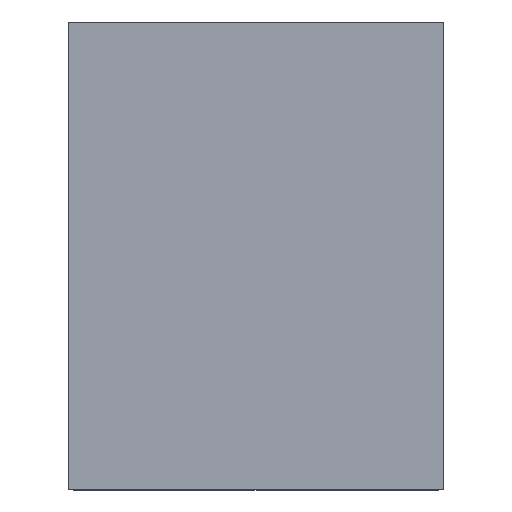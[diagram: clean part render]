
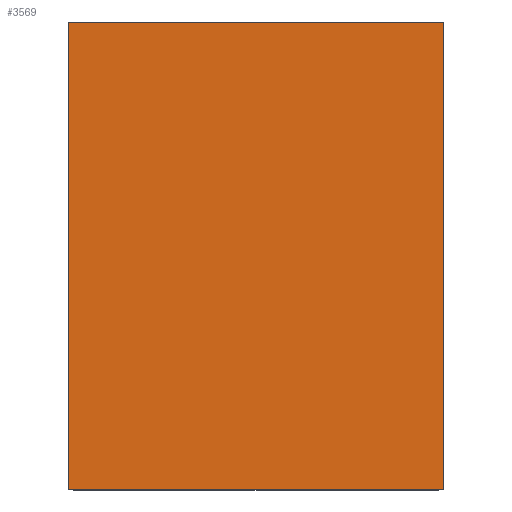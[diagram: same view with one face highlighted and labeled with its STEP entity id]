
A CAD part, top view. The second image highlights one B-rep face of the part: STEP entity #3569.
In plain terms, the highlighted face is planar.
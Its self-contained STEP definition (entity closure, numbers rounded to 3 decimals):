
#1083=DIRECTION('',(0.,0.,1.));
#1084=VECTOR('',#1083,5.);
#1085=CARTESIAN_POINT('',(-2.,0.75,-2.5));
#1086=LINE('',#1085,#1084);
#1090=DIRECTION('',(-1.,0.,0.));
#1091=VECTOR('',#1090,4.);
#1092=CARTESIAN_POINT('',(2.,0.75,-2.5));
#1093=LINE('',#1092,#1091);
#1097=DIRECTION('',(0.,0.,-1.));
#1098=VECTOR('',#1097,5.);
#1099=CARTESIAN_POINT('',(2.,0.75,2.5));
#1100=LINE('',#1099,#1098);
#1104=DIRECTION('',(1.,0.,0.));
#1105=VECTOR('',#1104,4.);
#1106=CARTESIAN_POINT('',(-2.,0.75,2.5));
#1107=LINE('',#1106,#1105);
#2352=CARTESIAN_POINT('',(-2.,0.75,-2.5));
#2353=CARTESIAN_POINT('',(-2.,0.75,2.5));
#2354=VERTEX_POINT('',#2352);
#2355=VERTEX_POINT('',#2353);
#2356=CARTESIAN_POINT('',(2.,0.75,2.5));
#2357=VERTEX_POINT('',#2356);
#2358=CARTESIAN_POINT('',(2.,0.75,-2.5));
#2359=VERTEX_POINT('',#2358);
#3557=CARTESIAN_POINT('',(0.,0.75,0.));
#3558=DIRECTION('',(0.,1.,0.));
#3559=DIRECTION('',(1.,0.,0.));
#3560=AXIS2_PLACEMENT_3D('',#3557,#3558,#3559);
#3561=PLANE('',#3560);
#3562=ORIENTED_EDGE('',*,*,#3322,.F.);
#3563=ORIENTED_EDGE('',*,*,#3398,.F.);
#3565=ORIENTED_EDGE('',*,*,#3564,.F.);
#3566=ORIENTED_EDGE('',*,*,#3545,.F.);
#3567=EDGE_LOOP('',(#3562,#3563,#3565,#3566));
#3568=FACE_OUTER_BOUND('',#3567,.F.);
#3322=EDGE_CURVE('',#2354,#2355,#1086,.T.);
#3398=EDGE_CURVE('',#2359,#2354,#1093,.T.);
#3545=EDGE_CURVE('',#2355,#2357,#1107,.T.);
#3564=EDGE_CURVE('',#2357,#2359,#1100,.T.);
#3569=ADVANCED_FACE('',(#3568),#3561,.T.);
